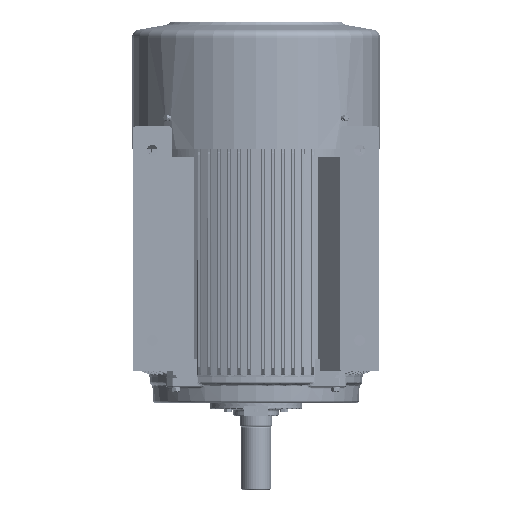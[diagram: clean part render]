
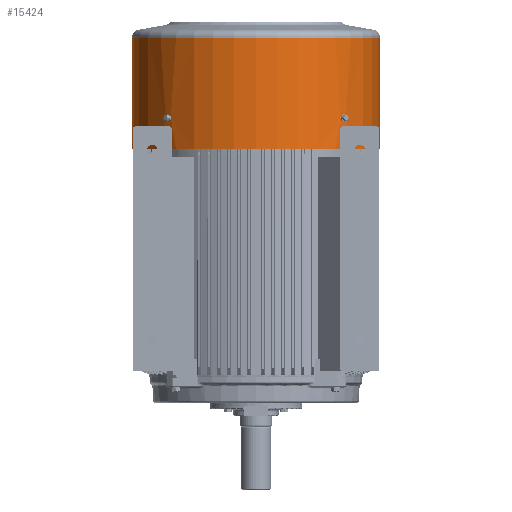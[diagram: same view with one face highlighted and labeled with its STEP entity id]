
A CAD part, left-side view. The second image highlights one B-rep face of the part: STEP entity #15424.
In plain terms, the highlighted cylindrical face has radius 273.5 mm (diameter 547 mm), a partial arc.
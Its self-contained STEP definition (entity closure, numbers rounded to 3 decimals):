
#2994=B_SPLINE_CURVE_WITH_KNOTS('',3,(#332960,#332961,#332962,#332963,#332964,
#332965),.UNSPECIFIED.,.F.,.F.,(4,2,4),(0.,0.5,1.),.UNSPECIFIED.);
#2998=B_SPLINE_CURVE_WITH_KNOTS('',3,(#332998,#332999,#333000,#333001,#333002,
#333003),.UNSPECIFIED.,.F.,.F.,(4,2,4),(0.,0.5,1.),.UNSPECIFIED.);
#3092=B_SPLINE_CURVE_WITH_KNOTS('',3,(#334128,#334129,#334130,#334131,#334132,
#334133,#334134,#334135,#334136,#334137),.UNSPECIFIED.,.F.,.F.,(4,2,2,2,
4),(0.,0.25,0.5,0.75,1.),.UNSPECIFIED.);
#3093=B_SPLINE_CURVE_WITH_KNOTS('',3,(#334141,#334142,#334143,#334144,#334145,
#334146),.UNSPECIFIED.,.F.,.F.,(4,2,4),(0.,0.5,1.),.UNSPECIFIED.);
#3094=B_SPLINE_CURVE_WITH_KNOTS('',3,(#334149,#334150,#334151,#334152,#334153,
#334154,#334155,#334156,#334157,#334158),.UNSPECIFIED.,.F.,.F.,(4,2,2,2,
4),(0.,0.25,0.5,0.75,1.),.UNSPECIFIED.);
#3095=B_SPLINE_CURVE_WITH_KNOTS('',3,(#334162,#334163,#334164,#334165,#334166,
#334167),.UNSPECIFIED.,.F.,.F.,(4,2,4),(0.,0.5,1.),.UNSPECIFIED.);
#10163=FACE_BOUND('',#40896,.T.);
#10164=FACE_BOUND('',#40897,.T.);
#10165=FACE_BOUND('',#40898,.T.);
#15424=ADVANCED_FACE('',(#10163,#10164,#10165),#23349,.T.);
#23349=CYLINDRICAL_SURFACE('',#206403,273.5);
#40896=EDGE_LOOP('',(#100522,#100523,#100524,#100525,#100526));
#40897=EDGE_LOOP('',(#100527,#100528,#100529,#100530,#100531));
#40898=EDGE_LOOP('',(#100532,#100533,#100534,#100535));
#52448=LINE('',#334168,#69056);
#52449=LINE('',#334172,#69057);
#69056=VECTOR('',#235872,1.);
#69057=VECTOR('',#235875,1.);
#100522=ORIENTED_EDGE('',*,*,#169624,.F.);
#100523=ORIENTED_EDGE('',*,*,#169821,.F.);
#100524=ORIENTED_EDGE('',*,*,#169822,.F.);
#100525=ORIENTED_EDGE('',*,*,#169823,.F.);
#100526=ORIENTED_EDGE('',*,*,#169824,.F.);
#100527=ORIENTED_EDGE('',*,*,#169825,.T.);
#100528=ORIENTED_EDGE('',*,*,#169826,.T.);
#100529=ORIENTED_EDGE('',*,*,#169827,.T.);
#100530=ORIENTED_EDGE('',*,*,#169828,.T.);
#100531=ORIENTED_EDGE('',*,*,#169632,.T.);
#100532=ORIENTED_EDGE('',*,*,#169682,.T.);
#100533=ORIENTED_EDGE('',*,*,#169829,.F.);
#100534=ORIENTED_EDGE('',*,*,#169830,.F.);
#100535=ORIENTED_EDGE('',*,*,#169831,.T.);
#147067=VERTEX_POINT('',#332966);
#147068=VERTEX_POINT('',#332967);
#147075=VERTEX_POINT('',#333004);
#147076=VERTEX_POINT('',#333005);
#147109=VERTEX_POINT('',#333105);
#147110=VERTEX_POINT('',#333107);
#147243=VERTEX_POINT('',#334127);
#147244=VERTEX_POINT('',#334138);
#147245=VERTEX_POINT('',#334140);
#147246=VERTEX_POINT('',#334148);
#147247=VERTEX_POINT('',#334159);
#147248=VERTEX_POINT('',#334161);
#147249=VERTEX_POINT('',#334169);
#147250=VERTEX_POINT('',#334171);
#169624=EDGE_CURVE('',#147067,#147068,#2994,.T.);
#169632=EDGE_CURVE('',#147075,#147076,#2998,.T.);
#169682=EDGE_CURVE('',#147110,#147109,#193210,.T.);
#169821=EDGE_CURVE('',#147243,#147067,#193255,.T.);
#169822=EDGE_CURVE('',#147244,#147243,#3092,.T.);
#169823=EDGE_CURVE('',#147245,#147244,#193256,.T.);
#169824=EDGE_CURVE('',#147068,#147245,#3093,.T.);
#169825=EDGE_CURVE('',#147076,#147246,#193257,.T.);
#169826=EDGE_CURVE('',#147246,#147247,#3094,.T.);
#169827=EDGE_CURVE('',#147247,#147248,#193258,.T.);
#169828=EDGE_CURVE('',#147248,#147075,#3095,.T.);
#169829=EDGE_CURVE('',#147249,#147109,#52448,.T.);
#169830=EDGE_CURVE('',#147250,#147249,#193259,.T.);
#169831=EDGE_CURVE('',#147250,#147110,#52449,.T.);
#193210=CIRCLE('',#206349,273.5);
#193255=CIRCLE('',#206398,273.5);
#193256=CIRCLE('',#206399,273.5);
#193257=CIRCLE('',#206400,273.5);
#193258=CIRCLE('',#206401,273.5);
#193259=CIRCLE('',#206402,273.5);
#206349=AXIS2_PLACEMENT_3D('',#333106,#235764,#235765);
#206398=AXIS2_PLACEMENT_3D('',#334126,#235864,#235865);
#206399=AXIS2_PLACEMENT_3D('',#334139,#235866,#235867);
#206400=AXIS2_PLACEMENT_3D('',#334147,#235868,#235869);
#206401=AXIS2_PLACEMENT_3D('',#334160,#235870,#235871);
#206402=AXIS2_PLACEMENT_3D('',#334170,#235873,#235874);
#206403=AXIS2_PLACEMENT_3D('',#334173,#235876,#235877);
#235764=DIRECTION('',(0.,0.,-1.));
#235765=DIRECTION('',(-0.003,-1.,0.));
#235864=DIRECTION('',(0.,0.,1.));
#235865=DIRECTION('',(0.003,1.,0.));
#235866=DIRECTION('',(0.,0.,-1.));
#235867=DIRECTION('',(-0.003,-1.,0.));
#235868=DIRECTION('',(0.,0.,-1.));
#235869=DIRECTION('',(-0.003,-1.,0.));
#235870=DIRECTION('',(0.,0.,1.));
#235871=DIRECTION('',(0.003,1.,0.));
#235872=DIRECTION('',(0.,0.,1.));
#235873=DIRECTION('',(0.,0.,-1.));
#235874=DIRECTION('',(-0.003,-1.,0.));
#235875=DIRECTION('',(0.,0.,1.));
#235876=DIRECTION('',(0.,0.,-1.));
#235877=DIRECTION('',(0.003,1.,0.));
#332960=CARTESIAN_POINT('',(9.092,494.087,727.844));
#332961=CARTESIAN_POINT('',(8.169,493.143,727.844));
#332962=CARTESIAN_POINT('',(7.274,492.212,728.386));
#332963=CARTESIAN_POINT('',(6.001,490.875,730.229));
#332964=CARTESIAN_POINT('',(5.629,490.479,731.524));
#332965=CARTESIAN_POINT('',(5.629,490.479,732.844));
#332966=CARTESIAN_POINT('',(9.092,494.087,727.844));
#332967=CARTESIAN_POINT('',(5.629,490.479,732.844));
#332998=CARTESIAN_POINT('',(17.098,103.861,732.844));
#332999=CARTESIAN_POINT('',(17.098,103.861,731.524));
#333000=CARTESIAN_POINT('',(16.703,104.232,730.232));
#333001=CARTESIAN_POINT('',(15.367,105.504,728.388));
#333002=CARTESIAN_POINT('',(14.434,106.401,727.844));
#333003=CARTESIAN_POINT('',(13.489,107.325,727.844));
#333004=CARTESIAN_POINT('',(17.098,103.861,732.844));
#333005=CARTESIAN_POINT('',(13.489,107.325,727.844));
#333105=CARTESIAN_POINT('',(205.563,576.403,909.058));
#333106=CARTESIAN_POINT('',(204.672,302.904,909.058));
#333107=CARTESIAN_POINT('',(203.781,29.406,909.058));
#334126=CARTESIAN_POINT('',(204.672,302.904,727.844));
#334127=CARTESIAN_POINT('',(14.768,499.726,727.844));
#334128=CARTESIAN_POINT('',(14.768,499.726,737.844));
#334129=CARTESIAN_POINT('',(15.718,500.643,737.844));
#334130=CARTESIAN_POINT('',(16.656,501.532,737.303));
#334131=CARTESIAN_POINT('',(18.,502.797,735.458));
#334132=CARTESIAN_POINT('',(18.398,503.165,734.152));
#334133=CARTESIAN_POINT('',(18.399,503.166,731.544));
#334134=CARTESIAN_POINT('',(18.01,502.805,730.245));
#334135=CARTESIAN_POINT('',(16.65,501.527,728.378));
#334136=CARTESIAN_POINT('',(15.718,500.643,727.844));
#334137=CARTESIAN_POINT('',(14.768,499.726,727.844));
#334138=CARTESIAN_POINT('',(14.768,499.726,737.844));
#334139=CARTESIAN_POINT('',(204.672,302.904,737.844));
#334140=CARTESIAN_POINT('',(9.092,494.087,737.844));
#334141=CARTESIAN_POINT('',(5.629,490.479,732.844));
#334142=CARTESIAN_POINT('',(5.629,490.479,734.165));
#334143=CARTESIAN_POINT('',(6.,490.874,735.457));
#334144=CARTESIAN_POINT('',(7.272,492.209,737.301));
#334145=CARTESIAN_POINT('',(8.169,493.143,737.844));
#334146=CARTESIAN_POINT('',(9.092,494.087,737.844));
#334147=CARTESIAN_POINT('',(204.672,302.904,727.844));
#334148=CARTESIAN_POINT('',(7.851,113.,727.844));
#334149=CARTESIAN_POINT('',(7.851,113.,727.844));
#334150=CARTESIAN_POINT('',(6.933,113.951,727.844));
#334151=CARTESIAN_POINT('',(6.044,114.888,728.386));
#334152=CARTESIAN_POINT('',(4.78,116.233,730.231));
#334153=CARTESIAN_POINT('',(4.412,116.63,731.537));
#334154=CARTESIAN_POINT('',(4.411,116.631,734.145));
#334155=CARTESIAN_POINT('',(4.771,116.242,735.444));
#334156=CARTESIAN_POINT('',(6.049,114.883,737.311));
#334157=CARTESIAN_POINT('',(6.933,113.951,737.844));
#334158=CARTESIAN_POINT('',(7.851,113.,737.844));
#334159=CARTESIAN_POINT('',(7.851,113.,737.844));
#334160=CARTESIAN_POINT('',(204.672,302.904,737.844));
#334161=CARTESIAN_POINT('',(13.489,107.325,737.844));
#334162=CARTESIAN_POINT('',(13.489,107.325,737.844));
#334163=CARTESIAN_POINT('',(14.434,106.401,737.844));
#334164=CARTESIAN_POINT('',(15.365,105.507,737.303));
#334165=CARTESIAN_POINT('',(16.701,104.234,735.46));
#334166=CARTESIAN_POINT('',(17.098,103.861,734.165));
#334167=CARTESIAN_POINT('',(17.098,103.861,732.844));
#334168=CARTESIAN_POINT('',(205.563,576.403,949.065));
#334169=CARTESIAN_POINT('',(205.563,576.403,663.844));
#334170=CARTESIAN_POINT('',(204.672,302.904,663.844));
#334171=CARTESIAN_POINT('',(203.781,29.406,663.844));
#334172=CARTESIAN_POINT('',(203.781,29.406,949.065));
#334173=CARTESIAN_POINT('',(204.672,302.904,949.065));
